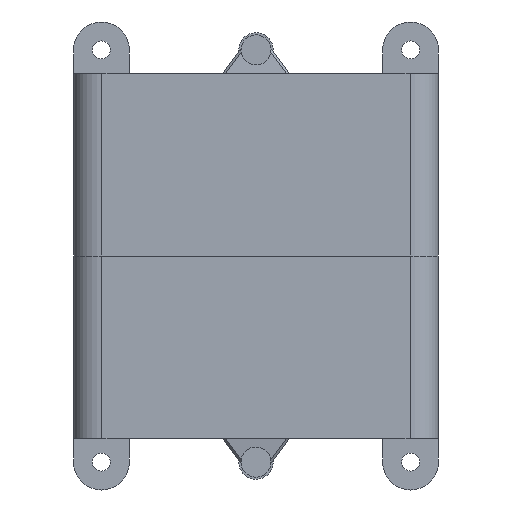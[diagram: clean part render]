
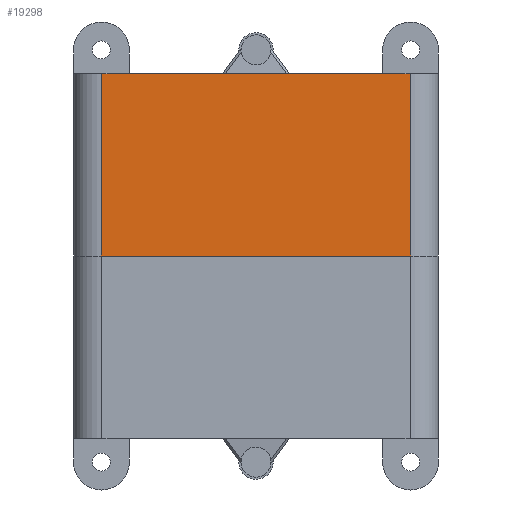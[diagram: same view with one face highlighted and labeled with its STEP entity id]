
A CAD part, front view. The second image highlights one B-rep face of the part: STEP entity #19298.
In plain terms, the highlighted planar face has unit normal (0, -1, 0).
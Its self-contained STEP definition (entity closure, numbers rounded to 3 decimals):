
#1704=FACE_OUTER_BOUND('',#2819,.T.);
#2819=EDGE_LOOP('',(#13136,#13137,#13138,#13139));
#4143=LINE('',#27482,#6140);
#4144=LINE('',#27484,#6141);
#4145=LINE('',#27486,#6142);
#4146=LINE('',#27487,#6143);
#6140=VECTOR('',#21946,72.);
#6141=VECTOR('',#21947,42.5);
#6142=VECTOR('',#21948,72.);
#6143=VECTOR('',#21949,42.5);
#8203=VERTEX_POINT('',#27480);
#8204=VERTEX_POINT('',#27481);
#8205=VERTEX_POINT('',#27483);
#8206=VERTEX_POINT('',#27485);
#10154=EDGE_CURVE('',#8203,#8204,#4143,.T.);
#10155=EDGE_CURVE('',#8204,#8205,#4144,.F.);
#10156=EDGE_CURVE('',#8206,#8205,#4145,.T.);
#10157=EDGE_CURVE('',#8206,#8203,#4146,.T.);
#13136=ORIENTED_EDGE('',*,*,#10154,.T.);
#13137=ORIENTED_EDGE('',*,*,#10155,.T.);
#13138=ORIENTED_EDGE('',*,*,#10156,.F.);
#13139=ORIENTED_EDGE('',*,*,#10157,.T.);
#18635=PLANE('',#20607);
#19298=ADVANCED_FACE('',(#1704),#18635,.F.);
#20607=AXIS2_PLACEMENT_3D('',#27479,#21944,#21945);
#21944=DIRECTION('center_axis',(0.,1.,0.));
#21945=DIRECTION('ref_axis',(0.,0.,1.));
#21946=DIRECTION('',(1.,0.,0.));
#21947=DIRECTION('',(0.,0.,-1.));
#21948=DIRECTION('',(1.,0.,0.));
#21949=DIRECTION('',(0.,0.,-1.));
#27479=CARTESIAN_POINT('Origin',(42.5,0.,42.5));
#27480=CARTESIAN_POINT('',(-36.,0.,0.));
#27481=CARTESIAN_POINT('',(36.,0.,0.));
#27482=CARTESIAN_POINT('',(-36.,0.,0.));
#27483=CARTESIAN_POINT('',(36.,0.,42.5));
#27484=CARTESIAN_POINT('',(36.,0.,42.5));
#27485=CARTESIAN_POINT('',(-36.,0.,42.5));
#27486=CARTESIAN_POINT('',(-36.,0.,42.5));
#27487=CARTESIAN_POINT('',(-36.,0.,42.5));
